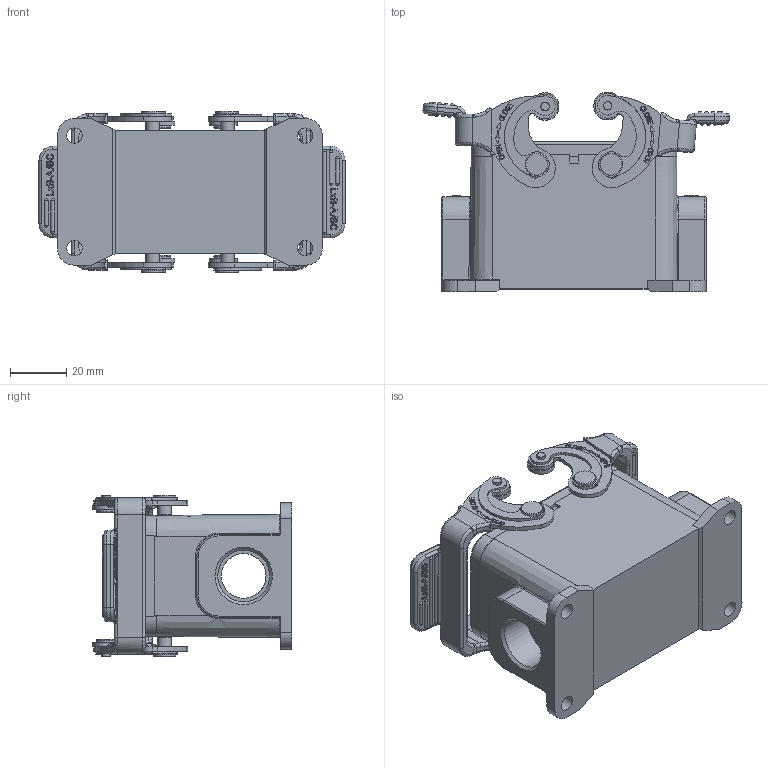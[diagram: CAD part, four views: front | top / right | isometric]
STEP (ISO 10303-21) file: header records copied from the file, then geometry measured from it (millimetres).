
FILE_DESCRIPTION(/* description */ (''),/* implementation_level */ '2;1');
FILE_NAME(/* name */ '3D_1120102411022_H10B-MSF-2L_SC-2M20_V1.1.stp',/* time_stamp */ '2024-04-02T17:40:19+08:00',/* author */ (''),/* organization */ (''),/* preprocessor_version */ 'ST-DEVELOPER v18.1',/* originating_system */ 'SIEMENS PLM Software NX 1980',/* authorisation */ '');
FILE_SCHEMA (('AUTOMOTIVE_DESIGN { 1 0 10303 214 3 1 1 1 }'));
Length unit declared in the file: millimetre
Products named in the file (1): 3D_1120102411010_H10B-MSF-2L_SC-PG16_V1.0_stp
Bounding box: 108.78 x 70.91 x 57.45 mm (x, y, z)
Volume: 89841.4 mm3; surface area: 46327 mm2
Topology: 1 solids, 1 shells, 1460 faces, 3720 edges, 2398 vertices
Faces by surface type: plane 770, cylinder 391, torus 104, extrusion 78, cone 46, sphere 39, bspline 32
Full cylindrical faces by diameter (mm): 1.9 x4, 2.95 x4, 3 x8, 3.5 x4, 4.8 x4, 4.907 x4, 5 x8, 5.5 x4, 7 x4, 8 x4, 9.8 x4, 15.9 x2, 18.4 x2
Entity records: 46383 total; most frequent: CARTESIAN_POINT 12144, ORIENTED_EDGE 7152, DIRECTION 6708, EDGE_CURVE 3576, VERTEX_POINT 2351, AXIS2_PLACEMENT_3D 2275, VECTOR 2158, LINE 2080
